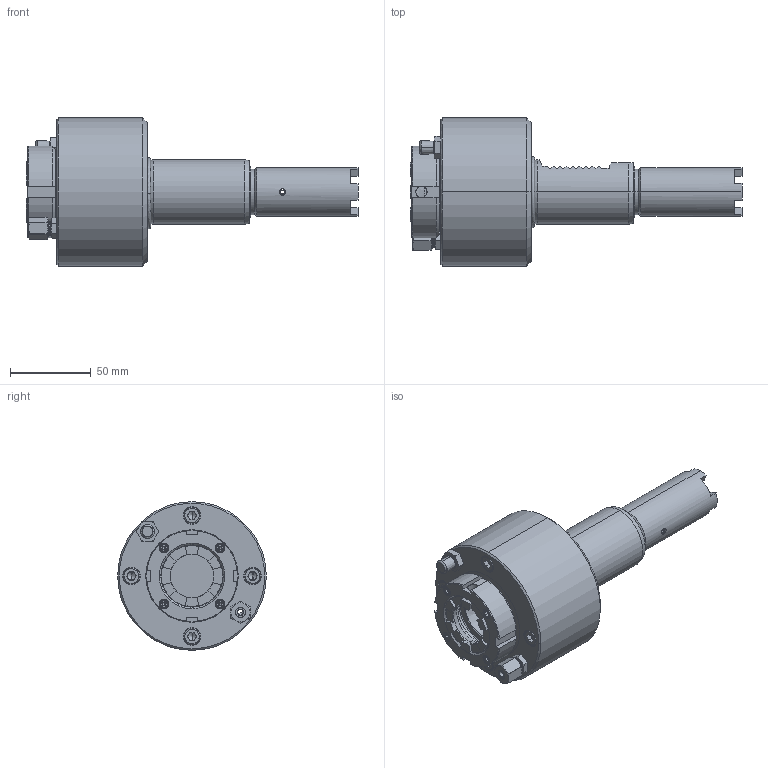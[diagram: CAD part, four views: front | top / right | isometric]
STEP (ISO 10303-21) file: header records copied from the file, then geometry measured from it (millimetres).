
FILE_DESCRIPTION (( 'STEP AP203' ), '1' );
FILE_NAME ('04-0781.STEP', '2023-09-08T20:11:52', ( '' ), ( '' ), 'SwSTEP 2.0', 'SolidWorks 2022', '' );
FILE_SCHEMA (( 'CONFIG_CONTROL_DESIGN' ));
Length unit declared in the file: inch
Products named in the file (4): ZZ_SW0001_1_2; 04-0781; ZZ_SW0001_1; ZZ_SW0001_1_3
Assembly tree (3 placements, depth 2):
  04-0781
    ZZ_SW0001_1_3
    ZZ_SW0001_1_2
    ZZ_SW0001_1
Bounding box: 205.35 x 92 x 92 mm (x, y, z)
Volume: 744.6 mm3; surface area: 74939.9 mm2
Topology: 2 solids, 4 shells, 916 faces, 2690 edges, 1760 vertices
Faces by surface type: cylinder 332, plane 310, bspline 146, cone 128
Entity records: 41050 total; most frequent: CARTESIAN_POINT 18299, ORIENTED_EDGE 5081, DIRECTION 4065, EDGE_CURVE 2670, VERTEX_POINT 1760, AXIS2_PLACEMENT_3D 1548, EDGE_LOOP 988, LINE 969
